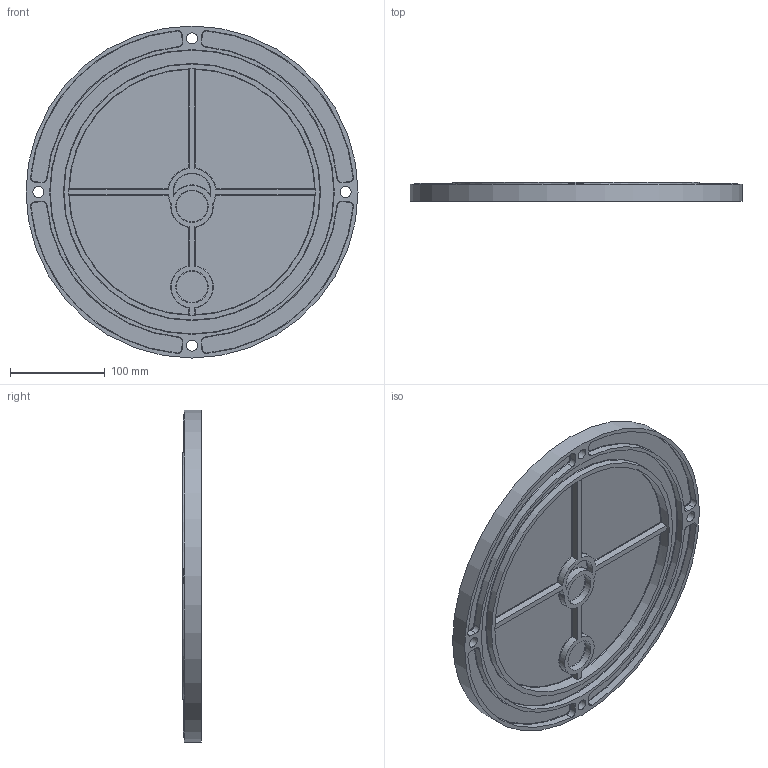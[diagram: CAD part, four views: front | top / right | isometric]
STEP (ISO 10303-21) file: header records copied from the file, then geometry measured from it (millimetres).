
FILE_DESCRIPTION (( 'STEP AP203' ), '1' );
FILE_NAME ('R8-002.STEP', '2017-07-31T12:51:11', ( 'rodrigue' ), ( 'Hewlett-Packard Company' ), 'SwSTEP 2.0', 'SolidWorks 2017', '' );
FILE_SCHEMA (( 'CONFIG_CONTROL_DESIGN' ));
Length unit declared in the file: millimetre
Products named in the file (1): R8-002
Bounding box: 350 x 20 x 350 mm (x, y, z)
Volume: 980829.3 mm3; surface area: 265742.6 mm2
Topology: 1 solids, 1 shells, 165 faces, 393 edges, 242 vertices
Faces by surface type: cylinder 71, plane 52, torus 42
Full cylindrical faces by diameter (mm): 11.5 x4, 34 x2, 260 x2, 270 x1, 300 x1, 350 x1
Entity records: 4905 total; most frequent: CARTESIAN_POINT 954, DIRECTION 878, ORIENTED_EDGE 752, EDGE_CURVE 376, AXIS2_PLACEMENT_3D 360, VERTEX_POINT 240, EDGE_LOOP 200, CIRCLE 194
